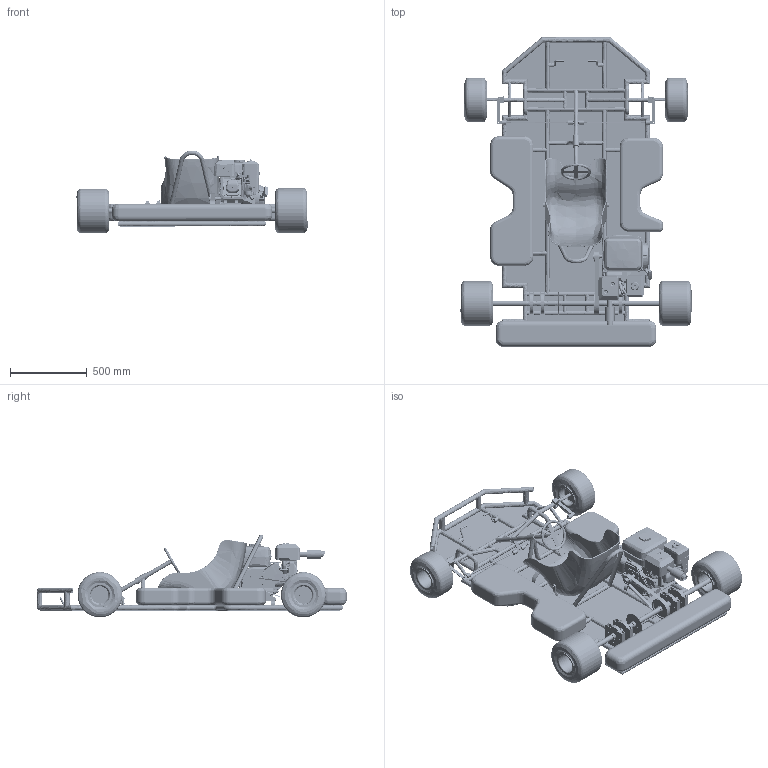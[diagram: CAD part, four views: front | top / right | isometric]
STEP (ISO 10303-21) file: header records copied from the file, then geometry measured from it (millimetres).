
FILE_DESCRIPTION(('FreeCAD Model'),'2;1');
FILE_NAME('Open CASCADE Shape Model','2025-05-04T07:42:55',('FreeCAD'),( 'FreeCAD'),'Open CASCADE STEP processor 7.6','FreeCAD','Unknown');
FILE_SCHEMA(('AUTOMOTIVE_DESIGN { 1 0 10303 214 1 1 1 1 }'));
Products named in the file (1): Open CASCADE STEP translator 7.6 1
Bounding box: 1509.65 x 2021.23 x 541.09 mm (x, y, z)
Volume: 104121338.5 mm3; surface area: 14029655.5 mm2
Topology: 113 solids, 113 shells, 3765 faces, 11702 edges, 8239 vertices
Faces by surface type: bspline 3765
Entity records: 270239 total; most frequent: CARTESIAN_POINT 202829, ORIENTED_EDGE 23356, EDGE_CURVE 11678, B_SPLINE_CURVE_WITH_KNOTS 9585, VERTEX_POINT 8239, FACE_BOUND 4405, EDGE_LOOP 4405, ADVANCED_FACE 3765
